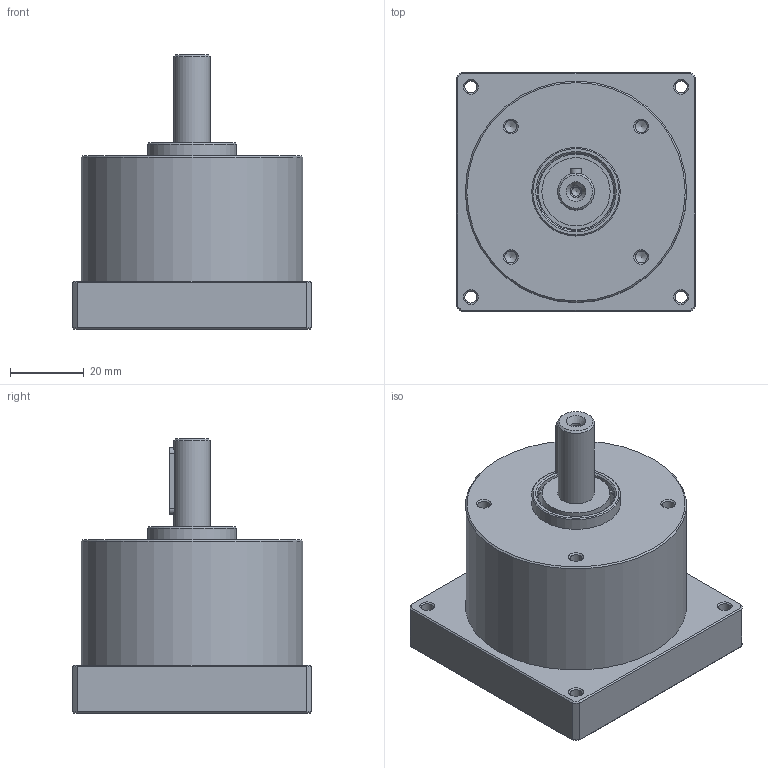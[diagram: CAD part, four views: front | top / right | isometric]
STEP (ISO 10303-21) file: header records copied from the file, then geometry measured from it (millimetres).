
FILE_DESCRIPTION(/* description */ ('STEP AP214'),/* implementation_level */ '2;1');
FILE_NAME(/* name */ '164235_FLSM-16-R',/* time_stamp */ '2024-08-28T14:17:14+02:00',/* author */ ('License CC BY-ND 4.0'),/* organization */ ('CADENAS'),/* preprocessor_version */ 'ST-DEVELOPER v19.3',/* originating_system */ 'PARTsolutions',/* authorisation */ ' ');
FILE_SCHEMA (('AUTOMOTIVE_DESIGN {1 0 10303 214 3 1 1}'));
Length unit declared in the file: millimetre
Products named in the file (3): 164235 FLSM-16-R; 164230 FLSM-16; 164230 FLSM-16w
Assembly tree (2 placements, depth 2):
  164235 FLSM-16-R
    164230 FLSM-16
    164230 FLSM-16w
Bounding box: 65 x 65 x 74.4 mm (x, y, z)
Volume: 145823.2 mm3; surface area: 30862.7 mm2
Topology: 2 solids, 2 shells, 97 faces, 202 edges, 120 vertices
Faces by surface type: cone 33, plane 32, cylinder 28, torus 4
Full cylindrical faces by diameter (mm): 2.459 x1, 3.2 x1, 3.242 x8, 10 x1, 18.5 x2, 21 x2, 21.6 x1, 24 x1, 26 x1, 32 x2, 60 x1
Entity records: 2408 total; most frequent: CARTESIAN_POINT 441, DIRECTION 412, ORIENTED_EDGE 298, AXIS2_PLACEMENT_3D 185, FACE_BOUND 171, EDGE_LOOP 166, EDGE_CURVE 149, VERTEX_POINT 120
